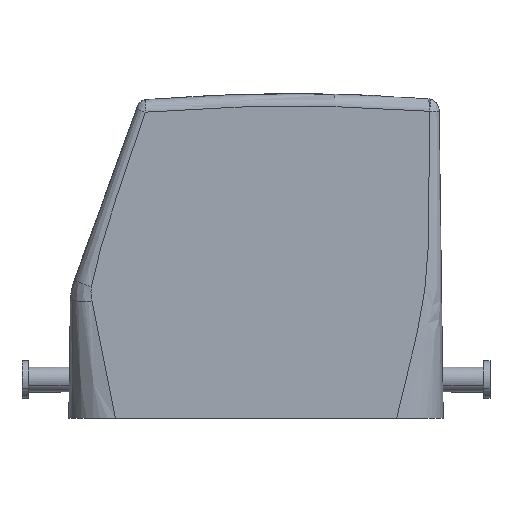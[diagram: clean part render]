
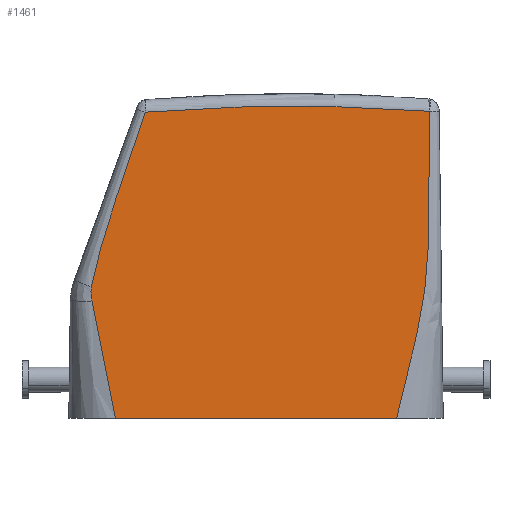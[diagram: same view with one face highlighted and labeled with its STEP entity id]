
A CAD part, left-side view. The second image highlights one B-rep face of the part: STEP entity #1461.
In plain terms, the highlighted planar face has unit normal (-1, 0, 0).
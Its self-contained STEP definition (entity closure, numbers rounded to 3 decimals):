
#1389=AXIS2_PLACEMENT_3D('Plane Axis2P3D',#1386,#1387,#1388) ;
#1393=AXIS2_PLACEMENT_3D('Circle Axis2P3D',#1391,#1392,$) ;
#512=CARTESIAN_POINT('Vertex',(0.,14.977,0.)) ;
#517=CARTESIAN_POINT('Line Origine',(0.,37.498,0.)) ;
#521=CARTESIAN_POINT('Vertex',(0.,60.02,0.)) ;
#1335=CARTESIAN_POINT('Vertex',(0.,9.643,49.197)) ;
#1339=CARTESIAN_POINT('Control Point',(0.,9.643,49.197)) ;
#1340=CARTESIAN_POINT('Control Point',(0.,9.643,49.109)) ;
#1341=CARTESIAN_POINT('Control Point',(0.,9.642,49.021)) ;
#1342=CARTESIAN_POINT('Control Point',(0.,9.642,48.935)) ;
#1343=CARTESIAN_POINT('Control Point',(0.,9.641,48.742)) ;
#1344=CARTESIAN_POINT('Control Point',(0.,9.64,48.543)) ;
#1345=CARTESIAN_POINT('Control Point',(0.,9.64,48.445)) ;
#1346=CARTESIAN_POINT('Control Point',(0.,9.639,48.187)) ;
#1347=CARTESIAN_POINT('Control Point',(0.,9.639,47.929)) ;
#1348=CARTESIAN_POINT('Control Point',(0.,9.638,47.759)) ;
#1349=CARTESIAN_POINT('Control Point',(0.,9.637,47.419)) ;
#1350=CARTESIAN_POINT('Control Point',(0.,9.637,47.08)) ;
#1351=CARTESIAN_POINT('Control Point',(0.,9.637,46.91)) ;
#1352=CARTESIAN_POINT('Control Point',(0.,9.636,46.4)) ;
#1353=CARTESIAN_POINT('Control Point',(0.,9.636,45.891)) ;
#1354=CARTESIAN_POINT('Control Point',(0.,9.637,45.551)) ;
#1355=CARTESIAN_POINT('Control Point',(0.,9.639,44.356)) ;
#1356=CARTESIAN_POINT('Control Point',(0.,9.644,43.161)) ;
#1357=CARTESIAN_POINT('Control Point',(0.,9.649,42.306)) ;
#1358=CARTESIAN_POINT('Control Point',(0.,9.662,40.596)) ;
#1359=CARTESIAN_POINT('Control Point',(0.,9.68,38.886)) ;
#1360=CARTESIAN_POINT('Control Point',(0.,9.69,38.032)) ;
#1361=CARTESIAN_POINT('Control Point',(0.,9.713,36.322)) ;
#1362=CARTESIAN_POINT('Control Point',(0.,9.74,34.613)) ;
#1363=CARTESIAN_POINT('Control Point',(0.,9.754,33.759)) ;
#1364=CARTESIAN_POINT('Control Point',(0.,9.785,32.126)) ;
#1365=CARTESIAN_POINT('Control Point',(0.,9.821,30.494)) ;
#1366=CARTESIAN_POINT('Control Point',(0.,9.838,29.835)) ;
#1367=CARTESIAN_POINT('Control Point',(0.,9.879,28.303)) ;
#1368=CARTESIAN_POINT('Control Point',(0.,9.934,26.772)) ;
#1369=CARTESIAN_POINT('Control Point',(0.,9.967,26.018)) ;
#1370=CARTESIAN_POINT('Control Point',(0.,10.164,22.485)) ;
#1371=CARTESIAN_POINT('Control Point',(0.,10.569,18.961)) ;
#1372=CARTESIAN_POINT('Control Point',(0.,11.077,16.197)) ;
#1373=CARTESIAN_POINT('Control Point',(0.,12.174,11.306)) ;
#1374=CARTESIAN_POINT('Control Point',(0.,13.416,6.439)) ;
#1375=CARTESIAN_POINT('Control Point',(0.,13.961,4.296)) ;
#1376=CARTESIAN_POINT('Control Point',(0.,14.477,2.149)) ;
#1377=CARTESIAN_POINT('Control Point',(0.,14.977,0.)) ;
#1386=CARTESIAN_POINT('Axis2P3D Location',(0.,-4.331,-31.164)) ;
#1391=CARTESIAN_POINT('Axis2P3D Location',(0.,31.5,-248.)) ;
#1395=CARTESIAN_POINT('Vertex',(0.,55.251,49.052)) ;
#1399=CARTESIAN_POINT('Control Point',(0.,55.251,49.052)) ;
#1400=CARTESIAN_POINT('Control Point',(0.,55.298,48.916)) ;
#1401=CARTESIAN_POINT('Control Point',(0.,55.346,48.779)) ;
#1402=CARTESIAN_POINT('Control Point',(0.,55.394,48.642)) ;
#1403=CARTESIAN_POINT('Control Point',(0.,55.49,48.368)) ;
#1404=CARTESIAN_POINT('Control Point',(0.,55.587,48.092)) ;
#1405=CARTESIAN_POINT('Control Point',(0.,55.635,47.953)) ;
#1406=CARTESIAN_POINT('Control Point',(0.,56.557,45.316)) ;
#1407=CARTESIAN_POINT('Control Point',(0.,57.465,42.672)) ;
#1408=CARTESIAN_POINT('Control Point',(0.,58.305,40.156)) ;
#1409=CARTESIAN_POINT('Control Point',(0.,59.203,37.446)) ;
#1410=CARTESIAN_POINT('Control Point',(0.,60.083,34.73)) ;
#1411=CARTESIAN_POINT('Control Point',(0.,60.146,34.535)) ;
#1412=CARTESIAN_POINT('Control Point',(0.,60.385,33.795)) ;
#1413=CARTESIAN_POINT('Control Point',(0.,60.62,33.059)) ;
#1414=CARTESIAN_POINT('Control Point',(0.,60.792,32.521)) ;
#1415=CARTESIAN_POINT('Control Point',(0.,61.119,31.484)) ;
#1416=CARTESIAN_POINT('Control Point',(0.,61.442,30.438)) ;
#1417=CARTESIAN_POINT('Control Point',(0.,61.594,29.94)) ;
#1418=CARTESIAN_POINT('Control Point',(0.,62.022,28.516)) ;
#1419=CARTESIAN_POINT('Control Point',(0.,62.43,27.086)) ;
#1420=CARTESIAN_POINT('Control Point',(0.,62.684,26.154)) ;
#1421=CARTESIAN_POINT('Control Point',(0.,63.091,24.584)) ;
#1422=CARTESIAN_POINT('Control Point',(0.,63.464,23.006)) ;
#1423=CARTESIAN_POINT('Control Point',(0.,63.61,22.364)) ;
#1424=CARTESIAN_POINT('Control Point',(0.,63.749,21.723)) ;
#1425=CARTESIAN_POINT('Control Point',(0.,63.883,21.082)) ;
#1426=CARTESIAN_POINT('Vertex',(0.,63.883,21.082)) ;
#1430=CARTESIAN_POINT('Control Point',(0.,63.883,21.082)) ;
#1431=CARTESIAN_POINT('Control Point',(0.,63.952,20.613)) ;
#1432=CARTESIAN_POINT('Control Point',(0.,63.978,20.138)) ;
#1433=CARTESIAN_POINT('Control Point',(0.,63.957,19.665)) ;
#1434=CARTESIAN_POINT('Control Point',(0.,63.888,19.201)) ;
#1435=CARTESIAN_POINT('Control Point',(0.,63.773,18.754)) ;
#1436=CARTESIAN_POINT('Vertex',(0.,63.773,18.754)) ;
#1440=CARTESIAN_POINT('Control Point',(0.,63.773,18.754)) ;
#1441=CARTESIAN_POINT('Control Point',(0.,63.46,16.843)) ;
#1442=CARTESIAN_POINT('Control Point',(0.,63.11,14.935)) ;
#1443=CARTESIAN_POINT('Control Point',(0.,62.732,13.035)) ;
#1444=CARTESIAN_POINT('Control Point',(0.,62.202,10.484)) ;
#1445=CARTESIAN_POINT('Control Point',(0.,61.662,7.929)) ;
#1446=CARTESIAN_POINT('Control Point',(0.,61.417,6.77)) ;
#1447=CARTESIAN_POINT('Control Point',(0.,61.044,5.003)) ;
#1448=CARTESIAN_POINT('Control Point',(0.,60.676,3.239)) ;
#1449=CARTESIAN_POINT('Control Point',(0.,60.461,2.193)) ;
#1450=CARTESIAN_POINT('Control Point',(0.,60.24,1.101)) ;
#1451=CARTESIAN_POINT('Control Point',(0.,60.02,0.)) ;
#518=DIRECTION('Vector Direction',(0.,-1.,0.)) ;
#1387=DIRECTION('Axis2P3D Direction',(-1.,0.,0.)) ;
#1388=DIRECTION('Axis2P3D XDirection',(0.,-0.17,0.985)) ;
#1392=DIRECTION('Axis2P3D Direction',(-1.,0.,0.)) ;
#519=VECTOR('Line Direction',#518,1.) ;
#1454=ORIENTED_EDGE('',*,*,#1397,.T.) ;
#1455=ORIENTED_EDGE('',*,*,#1428,.F.) ;
#1456=ORIENTED_EDGE('',*,*,#1438,.F.) ;
#1457=ORIENTED_EDGE('',*,*,#1452,.F.) ;
#1458=ORIENTED_EDGE('',*,*,#523,.T.) ;
#1459=ORIENTED_EDGE('',*,*,#1378,.T.) ;
#1461=ADVANCED_FACE('Housing',(#1460),#1390,.T.) ;
#1338=B_SPLINE_CURVE_WITH_KNOTS('',5,(#1339,#1340,#1341,#1342,#1343,#1344,#1345,#1346,#1347,#1348,#1349,#1350,#1351,#1352,#1353,#1354,#1355,#1356,#1357,#1358,#1359,#1360,#1361,#1362,#1363,#1364,#1365,#1366,#1367,#1368,#1369,#1370,#1371,#1372,#1373,#1374,#1375,#1376,#1377),.UNSPECIFIED.,.F.,.U.,(6,3,3,3,3,3,3,3,3,3,3,3,6),(5.046,5.484,5.922,6.768,7.614,9.306,13.566,17.826,22.086,25.965,29.726,43.602,54.52),.UNSPECIFIED.) ;
#1398=B_SPLINE_CURVE_WITH_KNOTS('',5,(#1399,#1400,#1401,#1402,#1403,#1404,#1405,#1406,#1407,#1408,#1409,#1410,#1411,#1412,#1413,#1414,#1415,#1416,#1417,#1418,#1419,#1420,#1421,#1422,#1423,#1424,#1425),.UNSPECIFIED.,.F.,.U.,(6,3,3,3,3,3,3,3,6),(0.,1.035,2.071,20.777,22.232,26.274,29.953,36.781,41.421),.UNSPECIFIED.) ;
#1429=B_SPLINE_CURVE_WITH_KNOTS('',5,(#1430,#1431,#1432,#1433,#1434,#1435),.UNSPECIFIED.,.F.,.U.,(6,6),(0.,3.318),.UNSPECIFIED.) ;
#1439=B_SPLINE_CURVE_WITH_KNOTS('',5,(#1440,#1441,#1442,#1443,#1444,#1445,#1446,#1447,#1448,#1449,#1450,#1451),.UNSPECIFIED.,.F.,.U.,(6,3,3,6),(0.,13.689,18.394,26.386),.UNSPECIFIED.) ;
#1394=CIRCLE('generated circle',#1393,298.) ;
#523=EDGE_CURVE('',#522,#513,#520,.T.) ;
#1378=EDGE_CURVE('',#513,#1336,#1338,.F.) ;
#1397=EDGE_CURVE('',#1336,#1396,#1394,.T.) ;
#1428=EDGE_CURVE('',#1427,#1396,#1398,.F.) ;
#1438=EDGE_CURVE('',#1437,#1427,#1429,.F.) ;
#1452=EDGE_CURVE('',#522,#1437,#1439,.F.) ;
#1453=EDGE_LOOP('',(#1454,#1455,#1456,#1457,#1458,#1459)) ;
#1460=FACE_OUTER_BOUND('',#1453,.T.) ;
#520=LINE('Line',#517,#519) ;
#1390=PLANE('',#1389) ;
#513=VERTEX_POINT('',#512) ;
#522=VERTEX_POINT('',#521) ;
#1336=VERTEX_POINT('',#1335) ;
#1396=VERTEX_POINT('',#1395) ;
#1427=VERTEX_POINT('',#1426) ;
#1437=VERTEX_POINT('',#1436) ;
